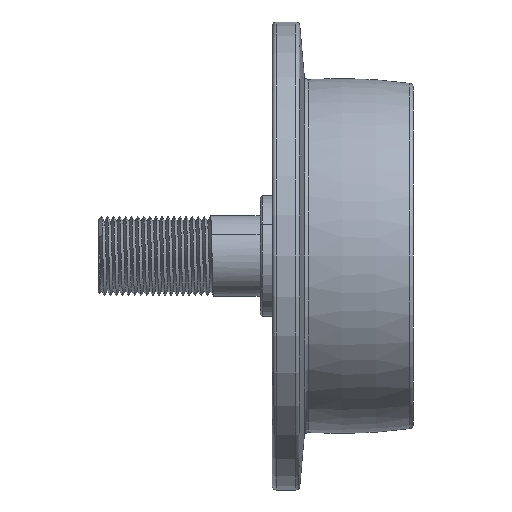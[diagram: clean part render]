
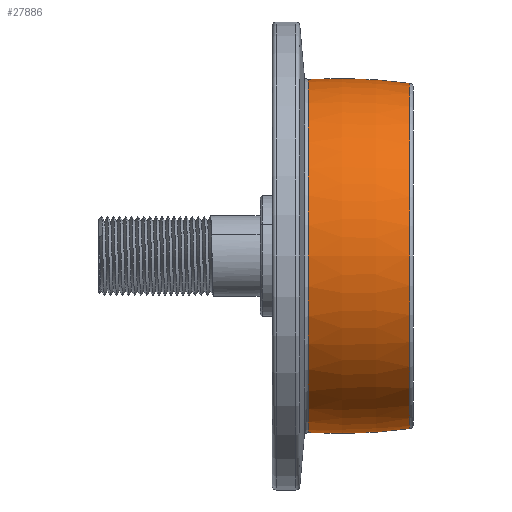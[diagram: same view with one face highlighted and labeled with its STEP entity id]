
A CAD part, front view. The second image highlights one B-rep face of the part: STEP entity #27886.
In plain terms, the highlighted toroidal (fillet/blend) face has major radius 81 mm and minor radius 125 mm.
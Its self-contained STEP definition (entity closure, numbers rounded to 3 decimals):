
#466 = VERTEX_POINT ( 'NONE', #15241 ) ;
#1833 = TOROIDAL_SURFACE ( 'NONE', #3375, -81., 125. ) ;
#1938 = DIRECTION ( 'NONE',  ( 0., 0., 1. ) ) ;
#2539 = CIRCLE ( 'NONE', #27604, 125. ) ;
#2613 = EDGE_CURVE ( 'NONE', #31330, #17191, #24044, .T. ) ;
#3175 = AXIS2_PLACEMENT_3D ( 'NONE', #7735, #17874, #25214 ) ;
#3375 = AXIS2_PLACEMENT_3D ( 'NONE', #28023, #22946, #15276 ) ;
#3787 = ORIENTED_EDGE ( 'NONE', *, *, #2613, .F. ) ;
#3966 = DIRECTION ( 'NONE',  ( -1., 0., 0. ) ) ;
#5691 = DIRECTION ( 'NONE',  ( 0., -1., 0. ) ) ;
#7735 = CARTESIAN_POINT ( 'NONE',  ( -93.215, -0.736, 81. ) ) ;
#11454 = AXIS2_PLACEMENT_3D ( 'NONE', #14362, #21552, #1938 ) ;
#11668 = CIRCLE ( 'NONE', #17913, 42.777 ) ;
#11731 = CARTESIAN_POINT ( 'NONE',  ( -75.775, -0.736, -42.777 ) ) ;
#14362 = CARTESIAN_POINT ( 'NONE',  ( -100.916, -0.736, 0. ) ) ;
#15241 = CARTESIAN_POINT ( 'NONE',  ( -100.916, -0.736, 43.763 ) ) ;
#15276 = DIRECTION ( 'NONE',  ( 0., 0., 1. ) ) ;
#15295 = CARTESIAN_POINT ( 'NONE',  ( -100.916, -0.736, -43.763 ) ) ;
#15656 = DIRECTION ( 'NONE',  ( 0., 0., -1. ) ) ;
#16377 = DIRECTION ( 'NONE',  ( 0., 0., 1. ) ) ;
#17191 = VERTEX_POINT ( 'NONE', #15295 ) ;
#17874 = DIRECTION ( 'NONE',  ( 0., 1., 0. ) ) ;
#17881 = EDGE_CURVE ( 'NONE', #19764, #466, #2539, .T. ) ;
#17913 = AXIS2_PLACEMENT_3D ( 'NONE', #21426, #3966, #16377 ) ;
#19196 = EDGE_LOOP ( 'NONE', ( #3787, #19570, #28997, #30322 ) ) ;
#19570 = ORIENTED_EDGE ( 'NONE', *, *, #22187, .T. ) ;
#19575 = EDGE_CURVE ( 'NONE', #17191, #466, #29733, .T. ) ;
#19764 = VERTEX_POINT ( 'NONE', #23960 ) ;
#21426 = CARTESIAN_POINT ( 'NONE',  ( -75.775, -0.736, 0. ) ) ;
#21552 = DIRECTION ( 'NONE',  ( -1., 0., 0. ) ) ;
#22187 = EDGE_CURVE ( 'NONE', #31330, #19764, #11668, .T. ) ;
#22946 = DIRECTION ( 'NONE',  ( -1., 0., 0. ) ) ;
#23960 = CARTESIAN_POINT ( 'NONE',  ( -75.775, -0.736, 42.777 ) ) ;
#24044 = CIRCLE ( 'NONE', #3175, 125. ) ;
#25214 = DIRECTION ( 'NONE',  ( 0., 0., 1. ) ) ;
#27604 = AXIS2_PLACEMENT_3D ( 'NONE', #28087, #5691, #15656 ) ;
#27886 = ADVANCED_FACE ( 'NONE', ( #29998 ), #1833, .T. ) ;
#28023 = CARTESIAN_POINT ( 'NONE',  ( -93.215, -0.736, 0. ) ) ;
#28087 = CARTESIAN_POINT ( 'NONE',  ( -93.215, -0.736, -81. ) ) ;
#28997 = ORIENTED_EDGE ( 'NONE', *, *, #17881, .T. ) ;
#29733 = CIRCLE ( 'NONE', #11454, 43.763 ) ;
#29998 = FACE_OUTER_BOUND ( 'NONE', #19196, .T. ) ;
#30322 = ORIENTED_EDGE ( 'NONE', *, *, #19575, .F. ) ;
#31330 = VERTEX_POINT ( 'NONE', #11731 ) ;
